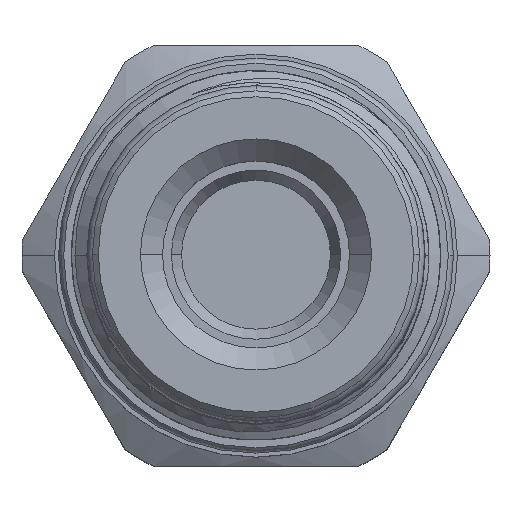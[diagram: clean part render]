
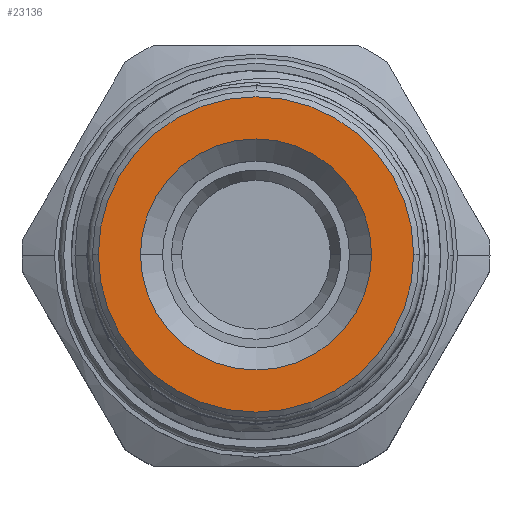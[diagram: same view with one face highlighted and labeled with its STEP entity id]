
A CAD part, top view. The second image highlights one B-rep face of the part: STEP entity #23136.
In plain terms, the highlighted planar face has unit normal (0, 0, 1).
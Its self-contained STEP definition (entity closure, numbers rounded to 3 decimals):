
#2147 = CARTESIAN_POINT ( 'NONE',  ( 10.715, 0., -2.927 ) ) ;
#2177 = CARTESIAN_POINT ( 'NONE',  ( -10.715, 0., -2.927 ) ) ;
#5756 = CARTESIAN_POINT ( 'NONE',  ( 0., 0., -2.927 ) ) ;
#5757 = DIRECTION ( 'NONE',  ( 0., 0., 1. ) ) ;
#5758 = DIRECTION ( 'NONE',  ( -1., 0., 0. ) ) ;
#5773 = CARTESIAN_POINT ( 'NONE',  ( 0., 0., -2.927 ) ) ;
#5774 = DIRECTION ( 'NONE',  ( 0., 0., 1. ) ) ;
#5775 = DIRECTION ( 'NONE',  ( 1., 0., 0. ) ) ;
#5834 = AXIS2_PLACEMENT_3D ( 'NONE', #13193, #13195, #13197 ) ;
#5993 = AXIS2_PLACEMENT_3D ( 'NONE', #25357, #25358, #25359 ) ;
#6181 = AXIS2_PLACEMENT_3D ( 'NONE', #5773, #5774, #5775 ) ;
#6186 = AXIS2_PLACEMENT_3D ( 'NONE', #5756, #5757, #5758 ) ;
#6281 = AXIS2_PLACEMENT_3D ( 'NONE', #10115, #10120, #10485 ) ;
#7338 = EDGE_LOOP ( 'NONE', ( #22254, #22258 ) ) ;
#7378 = EDGE_LOOP ( 'NONE', ( #22248, #22261 ) ) ;
#10115 = CARTESIAN_POINT ( 'NONE',  ( 0., 0., -2.927 ) ) ;
#10118 = PLANE ( 'NONE',  #6281 ) ;
#10120 = DIRECTION ( 'NONE',  ( 0., 0., -1. ) ) ;
#10485 = DIRECTION ( 'NONE',  ( -1., 0., 0. ) ) ;
#11191 = FACE_OUTER_BOUND ( 'NONE', #7338, .T. ) ;
#11207 = FACE_BOUND ( 'NONE', #7378, .T. ) ;
#11521 = CIRCLE ( 'NONE', #6186, 10.715 ) ;
#11530 = CIRCLE ( 'NONE', #6181, 7.85 ) ;
#13193 = CARTESIAN_POINT ( 'NONE',  ( 0., 0., -2.927 ) ) ;
#13195 = DIRECTION ( 'NONE',  ( 0., 0., 1. ) ) ;
#13197 = DIRECTION ( 'NONE',  ( -1., 0., 0. ) ) ;
#14771 = CIRCLE ( 'NONE', #5834, 10.715 ) ;
#14940 = CIRCLE ( 'NONE', #5993, 7.85 ) ;
#16516 = VERTEX_POINT ( 'NONE', #20405 ) ;
#16529 = VERTEX_POINT ( 'NONE', #20407 ) ;
#16544 = VERTEX_POINT ( 'NONE', #2147 ) ;
#16602 = VERTEX_POINT ( 'NONE', #2177 ) ;
#20405 = CARTESIAN_POINT ( 'NONE',  ( -7.85, 0., -2.927 ) ) ;
#20407 = CARTESIAN_POINT ( 'NONE',  ( 7.85, 0., -2.927 ) ) ;
#22248 = ORIENTED_EDGE ( 'NONE', *, *, #23254, .F. ) ;
#22254 = ORIENTED_EDGE ( 'NONE', *, *, #23250, .T. ) ;
#22258 = ORIENTED_EDGE ( 'NONE', *, *, #24130, .T. ) ;
#22261 = ORIENTED_EDGE ( 'NONE', *, *, #24519, .F. ) ;
#23136 = ADVANCED_FACE ( 'NONE', ( #11191, #11207 ), #10118, .F. ) ;
#23250 = EDGE_CURVE ( 'NONE', #16602, #16544, #11521, .T. ) ;
#23254 = EDGE_CURVE ( 'NONE', #16529, #16516, #11530, .T. ) ;
#24130 = EDGE_CURVE ( 'NONE', #16544, #16602, #14771, .T. ) ;
#24519 = EDGE_CURVE ( 'NONE', #16516, #16529, #14940, .T. ) ;
#25357 = CARTESIAN_POINT ( 'NONE',  ( 0., 0., -2.927 ) ) ;
#25358 = DIRECTION ( 'NONE',  ( 0., 0., 1. ) ) ;
#25359 = DIRECTION ( 'NONE',  ( 1., 0., 0. ) ) ;
